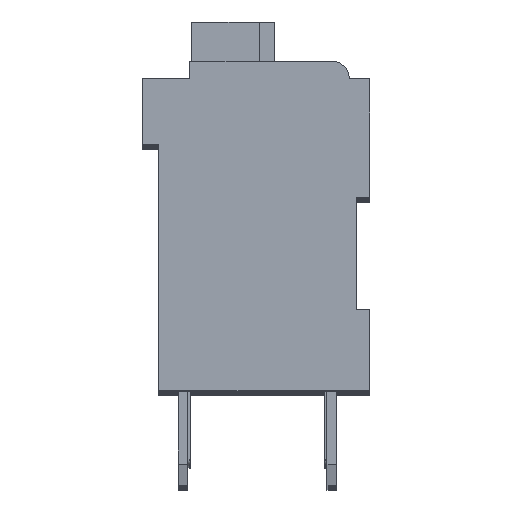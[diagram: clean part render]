
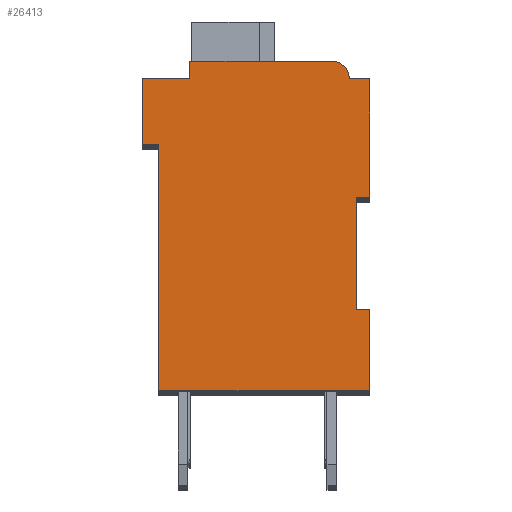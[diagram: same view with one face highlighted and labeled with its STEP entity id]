
A CAD part, top view. The second image highlights one B-rep face of the part: STEP entity #26413.
In plain terms, the highlighted planar face has unit normal (0, 0, 1).
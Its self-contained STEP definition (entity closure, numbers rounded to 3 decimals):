
#6370=DIRECTION('',(1.,0.,0.));
#6371=VECTOR('',#6370,0.5);
#6372=CARTESIAN_POINT('',(7.3,7.15,2.1));
#6373=LINE('',#6372,#6371);
#6374=DIRECTION('',(0.,1.,0.));
#6375=VECTOR('',#6374,4.15);
#6376=CARTESIAN_POINT('',(7.3,3.,2.1));
#6377=LINE('',#6376,#6375);
#6378=DIRECTION('',(-1.,0.,0.));
#6379=VECTOR('',#6378,0.5);
#6380=CARTESIAN_POINT('',(7.8,3.,2.1));
#6381=LINE('',#6380,#6379);
#6382=DIRECTION('',(0.,1.,0.));
#6383=VECTOR('',#6382,3.);
#6384=CARTESIAN_POINT('',(7.8,0.,2.1));
#6385=LINE('',#6384,#6383);
#6386=DIRECTION('',(1.,0.,0.));
#6387=VECTOR('',#6386,7.8);
#6388=CARTESIAN_POINT('',(0.,0.,2.1));
#6389=LINE('',#6388,#6387);
#6390=DIRECTION('',(0.,-1.,0.));
#6391=VECTOR('',#6390,9.1);
#6392=CARTESIAN_POINT('',(0.,9.1,2.1));
#6393=LINE('',#6392,#6391);
#6394=DIRECTION('',(1.,0.,0.));
#6395=VECTOR('',#6394,0.6);
#6396=CARTESIAN_POINT('',(-0.6,9.1,2.1));
#6397=LINE('',#6396,#6395);
#6398=DIRECTION('',(0.,-1.,0.));
#6399=VECTOR('',#6398,2.45);
#6400=CARTESIAN_POINT('',(-0.6,11.55,2.1));
#6401=LINE('',#6400,#6399);
#6402=DIRECTION('',(-1.,0.,0.));
#6403=VECTOR('',#6402,1.75);
#6404=CARTESIAN_POINT('',(1.15,11.55,2.1));
#6405=LINE('',#6404,#6403);
#6406=DIRECTION('',(0.,-1.,0.));
#6407=VECTOR('',#6406,0.65);
#6408=CARTESIAN_POINT('',(1.15,12.2,2.1));
#6409=LINE('',#6408,#6407);
#6410=DIRECTION('',(-1.,0.,0.));
#6411=VECTOR('',#6410,5.25);
#6412=CARTESIAN_POINT('',(6.4,12.2,2.1));
#6413=LINE('',#6412,#6411);
#6414=CARTESIAN_POINT('',(6.4,11.55,2.1));
#6415=DIRECTION('',(0.,0.,1.));
#6416=DIRECTION('',(1.,0.,0.));
#6417=AXIS2_PLACEMENT_3D('',#6414,#6415,#6416);
#6419=DIRECTION('',(-1.,0.,0.));
#6420=VECTOR('',#6419,0.75);
#6421=CARTESIAN_POINT('',(7.8,11.55,2.1));
#6422=LINE('',#6421,#6420);
#6423=DIRECTION('',(0.,1.,0.));
#6424=VECTOR('',#6423,4.4);
#6425=CARTESIAN_POINT('',(7.8,7.15,2.1));
#6426=LINE('',#6425,#6424);
#15503=CARTESIAN_POINT('',(7.3,7.15,2.1));
#15504=CARTESIAN_POINT('',(7.8,7.15,2.1));
#15505=VERTEX_POINT('',#15503);
#15506=VERTEX_POINT('',#15504);
#15507=CARTESIAN_POINT('',(7.8,11.55,2.1));
#15508=VERTEX_POINT('',#15507);
#15509=CARTESIAN_POINT('',(7.05,11.55,2.1));
#15510=VERTEX_POINT('',#15509);
#15511=CARTESIAN_POINT('',(6.4,12.2,2.1));
#15512=VERTEX_POINT('',#15511);
#15513=CARTESIAN_POINT('',(1.15,12.2,2.1));
#15514=VERTEX_POINT('',#15513);
#15515=CARTESIAN_POINT('',(1.15,11.55,2.1));
#15516=VERTEX_POINT('',#15515);
#15517=CARTESIAN_POINT('',(-0.6,11.55,2.1));
#15518=VERTEX_POINT('',#15517);
#15519=CARTESIAN_POINT('',(-0.6,9.1,2.1));
#15520=VERTEX_POINT('',#15519);
#15521=CARTESIAN_POINT('',(0.,9.1,2.1));
#15522=VERTEX_POINT('',#15521);
#15523=CARTESIAN_POINT('',(0.,0.,2.1));
#15524=VERTEX_POINT('',#15523);
#15525=CARTESIAN_POINT('',(7.8,0.,2.1));
#15526=VERTEX_POINT('',#15525);
#15527=CARTESIAN_POINT('',(7.8,3.,2.1));
#15528=VERTEX_POINT('',#15527);
#15529=CARTESIAN_POINT('',(7.3,3.,2.1));
#15530=VERTEX_POINT('',#15529);
#26392=CARTESIAN_POINT('',(0.,0.,2.1));
#26393=DIRECTION('',(0.,0.,1.));
#26394=DIRECTION('',(1.,0.,0.));
#26395=AXIS2_PLACEMENT_3D('',#26392,#26393,#26394);
#26396=PLANE('',#26395);
#26397=ORIENTED_EDGE('',*,*,#20424,.F.);
#26398=ORIENTED_EDGE('',*,*,#21134,.F.);
#26399=ORIENTED_EDGE('',*,*,#21710,.F.);
#26400=ORIENTED_EDGE('',*,*,#22095,.F.);
#26401=ORIENTED_EDGE('',*,*,#22544,.F.);
#26402=ORIENTED_EDGE('',*,*,#23206,.F.);
#26403=ORIENTED_EDGE('',*,*,#23412,.F.);
#26404=ORIENTED_EDGE('',*,*,#23833,.F.);
#26405=ORIENTED_EDGE('',*,*,#24301,.F.);
#26406=ORIENTED_EDGE('',*,*,#24982,.F.);
#26407=ORIENTED_EDGE('',*,*,#25516,.F.);
#26408=ORIENTED_EDGE('',*,*,#24352,.F.);
#26409=ORIENTED_EDGE('',*,*,#24793,.F.);
#26410=ORIENTED_EDGE('',*,*,#21029,.F.);
#26411=EDGE_LOOP('',(#26397,#26398,#26399,#26400,#26401,#26402,#26403,#26404,
#26405,#26406,#26407,#26408,#26409,#26410));
#26412=FACE_OUTER_BOUND('',#26411,.F.);
#6418=CIRCLE('',#6417,0.65);
#20424=EDGE_CURVE('',#15505,#15506,#6373,.T.);
#21029=EDGE_CURVE('',#15506,#15508,#6426,.T.);
#21134=EDGE_CURVE('',#15530,#15505,#6377,.T.);
#21710=EDGE_CURVE('',#15528,#15530,#6381,.T.);
#22095=EDGE_CURVE('',#15526,#15528,#6385,.T.);
#22544=EDGE_CURVE('',#15524,#15526,#6389,.T.);
#23206=EDGE_CURVE('',#15522,#15524,#6393,.T.);
#23412=EDGE_CURVE('',#15520,#15522,#6397,.T.);
#23833=EDGE_CURVE('',#15518,#15520,#6401,.T.);
#24301=EDGE_CURVE('',#15516,#15518,#6405,.T.);
#24352=EDGE_CURVE('',#15510,#15512,#6418,.T.);
#24793=EDGE_CURVE('',#15508,#15510,#6422,.T.);
#24982=EDGE_CURVE('',#15514,#15516,#6409,.T.);
#25516=EDGE_CURVE('',#15512,#15514,#6413,.T.);
#26413=ADVANCED_FACE('',(#26412),#26396,.T.);
